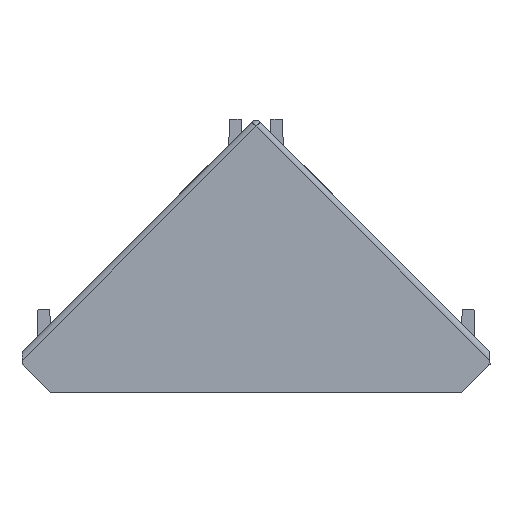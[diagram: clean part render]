
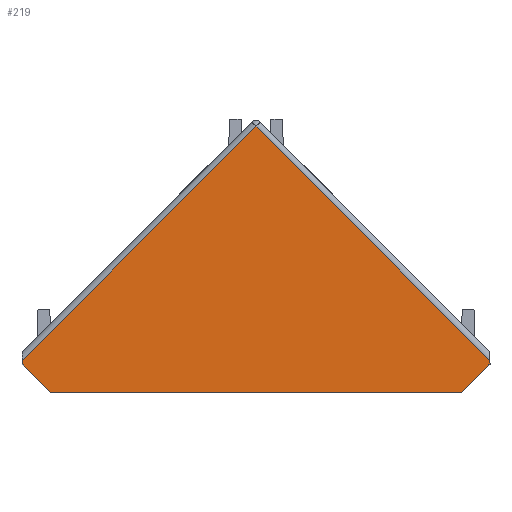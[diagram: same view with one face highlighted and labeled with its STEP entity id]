
A CAD part, top view. The second image highlights one B-rep face of the part: STEP entity #219.
In plain terms, the highlighted planar face has unit normal (0, 0.009, 1).
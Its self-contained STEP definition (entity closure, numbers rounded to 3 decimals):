
#219=ADVANCED_FACE('NONE',(#565),#566,.T.);
#565=FACE_OUTER_BOUND('',#1023,.T.);
#566=PLANE('',#1024);
#1023=EDGE_LOOP('',(#1719,#1720,#1721,#1722,#1723,#1724,#1725));
#1024=AXIS2_PLACEMENT_3D('',#1726,#1727,#1728);
#1719=ORIENTED_EDGE('',*,*,#2968,.T.);
#1720=ORIENTED_EDGE('',*,*,#2989,.T.);
#1721=ORIENTED_EDGE('',*,*,#2990,.T.);
#1722=ORIENTED_EDGE('',*,*,#2972,.T.);
#1723=ORIENTED_EDGE('',*,*,#2980,.T.);
#1724=ORIENTED_EDGE('',*,*,#2987,.T.);
#1725=ORIENTED_EDGE('',*,*,#2964,.T.);
#1726=CARTESIAN_POINT('',(-16.971,0.,14.0));
#1727=DIRECTION('',(0.,0.009,1.));
#1728=DIRECTION('',(1.0,0.,0.0));
#2964=EDGE_CURVE('NONE',#3671,#3669,#3672,.T.);
#2968=EDGE_CURVE('NONE',#3669,#3675,#3677,.T.);
#2972=EDGE_CURVE('NONE',#3682,#3683,#3684,.T.);
#2980=EDGE_CURVE('NONE',#3683,#3693,#3695,.T.);
#2987=EDGE_CURVE('NONE',#3693,#3671,#3704,.T.);
#2989=EDGE_CURVE('NONE',#3675,#3706,#3707,.T.);
#2990=EDGE_CURVE('NONE',#3706,#3682,#3708,.T.);
#3669=VERTEX_POINT('NONE',#5051);
#3671=VERTEX_POINT('NONE',#5054);
#3672=LINE('',#5055,#5056);
#3675=VERTEX_POINT('NONE',#5060);
#3677=LINE('',#5072,#5073);
#3682=VERTEX_POINT('NONE',#5089);
#3683=VERTEX_POINT('NONE',#5090);
#3684=LINE('',#5091,#5092);
#3693=VERTEX_POINT('NONE',#5124);
#3695=LINE('',#5127,#5128);
#3704=LINE('',#5160,#5161);
#3706=VERTEX_POINT('NONE',#5163);
#3707=LINE('',#5164,#5165);
#3708=LINE('',#5166,#5167);
#5051=CARTESIAN_POINT('',(19.299,2.328,13.98));
#5054=CARTESIAN_POINT('',(16.971,0.,14.0));
#5055=CARTESIAN_POINT('',(16.971,0.,14.0));
#5056=VECTOR('',#5931,1000.0);
#5060=CARTESIAN_POINT('',(19.299,2.626,13.977));
#5072=CARTESIAN_POINT('',(19.299,3.328,13.971));
#5073=VECTOR('',#5933,1000.0);
#5089=CARTESIAN_POINT('',(-19.299,2.626,13.977));
#5090=CARTESIAN_POINT('',(-19.299,2.328,13.98));
#5091=CARTESIAN_POINT('',(-19.299,3.328,13.971));
#5092=VECTOR('',#5935,1000.0);
#5124=CARTESIAN_POINT('',(-16.971,0.,14.0));
#5127=CARTESIAN_POINT('',(-16.971,0.,14.0));
#5128=VECTOR('',#5940,1000.0);
#5160=CARTESIAN_POINT('',(-16.971,0.,14.0));
#5161=VECTOR('',#5944,1000.0);
#5163=CARTESIAN_POINT('',(0.,21.925,13.809));
#5164=CARTESIAN_POINT('',(-0.351,22.276,13.806));
#5165=VECTOR('',#5945,1000.0);
#5166=CARTESIAN_POINT('',(-18.948,2.977,13.974));
#5167=VECTOR('',#5946,1000.0);
#5931=DIRECTION('',(0.707,0.707,-0.006));
#5933=DIRECTION('',(0.,1.,-0.009));
#5935=DIRECTION('',(0.0,-1.,0.009));
#5940=DIRECTION('',(0.707,-0.707,0.006));
#5944=DIRECTION('',(1.0,0.,0.0));
#5945=DIRECTION('',(-0.707,0.707,-0.006));
#5946=DIRECTION('',(-0.707,-0.707,0.006));
